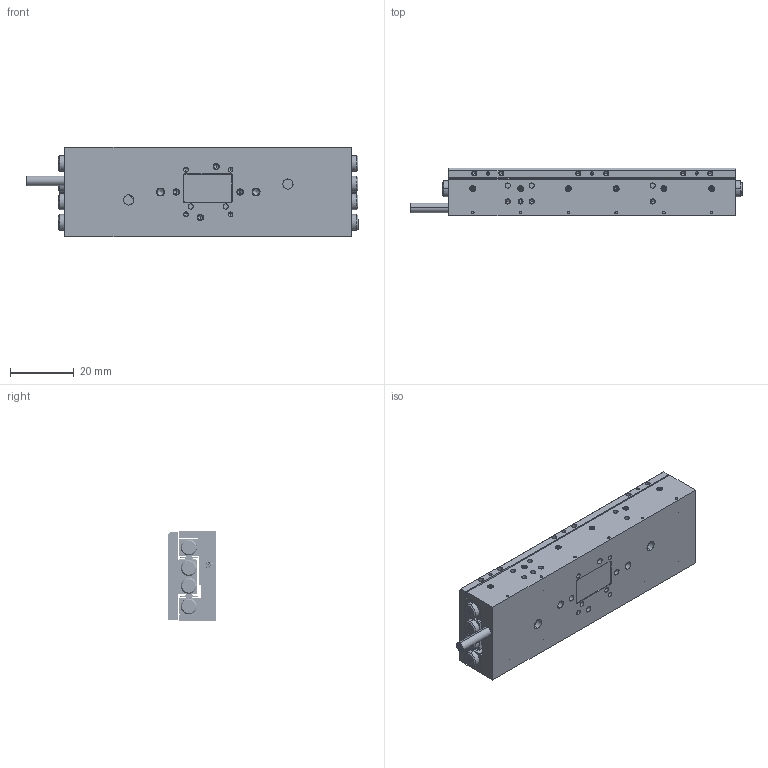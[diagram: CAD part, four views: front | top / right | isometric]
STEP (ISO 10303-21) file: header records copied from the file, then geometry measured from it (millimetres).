
FILE_DESCRIPTION (( 'STEP AP214' ), '1' );
FILE_NAME ('PPS-28-130X0.STEP', '2023-08-03T22:18:13', ( '' ), ( '' ), 'SwSTEP 2.0', 'SolidWorks 2023', '' );
FILE_SCHEMA (( 'AUTOMOTIVE_DESIGN' ));
Length unit declared in the file: millimetre
Products named in the file (12): PPS-28-130X0; NB Slide Way SVW 2000 Center Way_SVW 2090; PPS-28, Carriage, Master Part_90; NB Slide Way SVW 2000 Cage_SVW 2090-16Z; Set Screw, Cup-H, E-ASME_E1-72 x 1''16; PPS-28, Base, Master Part_90mm, 2 motors, No ears; NB Slide Way SVW 2000 Rail_SVW 2090; SCREW, SHCS-F, M-DIN_M3 x 0.5 x 06mm; 430438 PPS 28, Back Cover, NJ8x13; SCREW, MS-PPH, M-JCIS_M2.5 x 0.45 x 6mm; 130161 Bearing, NB, Slide Way, SVW 2000_SVW 2090-16Z (Rigid at Center); Cooner Black Cable_L40
Assembly tree (34 placements, depth 3):
  PPS-28-130X0
    PPS-28, Base, Master Part_90mm, 2 motors, No ears
    430438 PPS 28, Back Cover, NJ8x13
    PPS-28, Carriage, Master Part_90
    SCREW, SHCS-F, M-DIN_M3 x 0.5 x 06mm  x6
    130161 Bearing, NB, Slide Way, SVW 2000_SVW 2090-16Z (Rigid at Center)
      NB Slide Way SVW 2000 Rail_SVW 2090  x2
      NB Slide Way SVW 2000 Center Way_SVW 2090
      NB Slide Way SVW 2000 Cage_SVW 2090-16Z  x2
    SCREW, MS-PPH, M-JCIS_M2.5 x 0.45 x 6mm  x12
    Set Screw, Cup-H, E-ASME_E1-72 x 1''16  x6
    Cooner Black Cable_L40
Bounding box: 104.2 x 15 x 28 mm (x, y, z)
Volume: 32296.9 mm3; surface area: 31948.2 mm2
Topology: 46 solids, 46 shells, 1825 faces, 4496 edges, 2752 vertices
Faces by surface type: plane 729, cylinder 642, cone 358, torus 72, bspline 24
Entity records: 75848 total; most frequent: CARTESIAN_POINT 51189, DIRECTION 5205, ORIENTED_EDGE 4836, EDGE_CURVE 2418, AXIS2_PLACEMENT_3D 1980, VERTEX_POINT 1560, EDGE_LOOP 1246, VECTOR 1245
